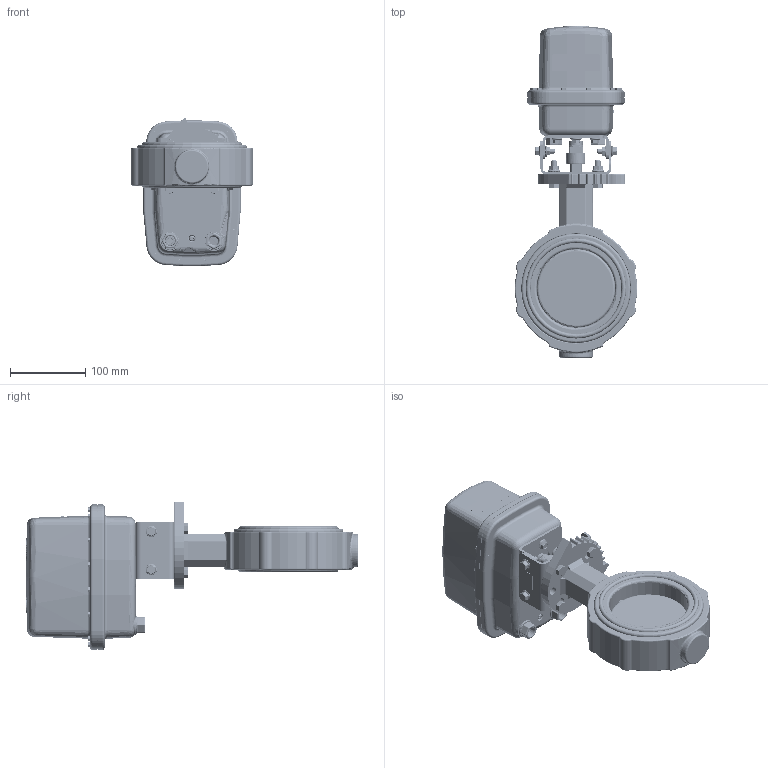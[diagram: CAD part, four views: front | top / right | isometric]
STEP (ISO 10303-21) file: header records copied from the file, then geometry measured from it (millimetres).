
FILE_DESCRIPTION (( 'STEP AP203' ), '1' );
FILE_NAME ('59L35-10D50-DB1.STEP', '2020-08-26T20:33:32', ( '' ), ( '' ), 'SwSTEP 2.0', 'SolidWorks 2019', '' );
FILE_SCHEMA (( 'CONFIG_CONTROL_DESIGN' ));
Length unit declared in the file: inch
Products named in the file (30): 405-0002; 398-0487; 59L35; qx-221; 105-0001; 59LSTEM; 405-0001; 105-0002; 10D50-DB1; 100-0002; 405-0027.prt; 100-0003; 340-0010; EHPT-101; 500-0004; 402-0012; 100338; EHPT-59L; 100505; eh-502; 59L35-10D50-DB1; 59lseat; 208-0007; 101-0002; eh-157; 398-0043; 405-0027; 59LBODY; 499-0026.asm; 498-5000_PROMOTED
Assembly tree (58 placements, depth 5):
  59L35-10D50-DB1
    59L35
      EHPT-59L
        59LBODY
        59lseat
        59LSTEM
      105-0002
      EHPT-101  x4
      qx-221  x4
      208-0007
      500-0004
    10D50-DB1
      498-5000_PROMOTED
        405-0001
        405-0002
        105-0001
        eh-157
        100-0003  x4
        100-0002  x16
        eh-502
      340-0010
        100505
      398-0043
        402-0012
        405-0027
      398-0487
        499-0026.asm
          405-0027.prt
    100338  x3
    101-0002  x3
    eh-502
Bounding box: 163.36 x 442.6 x 197.53 mm (x, y, z)
Volume: 1624939.5 mm3; surface area: 541131.5 mm2
Topology: 41 solids, 66 shells, 5508 faces, 13776 edges, 8417 vertices
Faces by surface type: plane 1775, cylinder 1510, torus 1047, bspline 622, cone 420, sphere 134
Full cylindrical faces by diameter (mm): 2.667 x176, 2.794 x14, 3.175 x2, 4.089 x1, 4.318 x16, 4.445 x1, 4.953 x16, 4.978 x3, 5.08 x1, 5.334 x4, 6.35 x8, 7.112 x4, 7.137 x3, 7.366 x1, 8.001 x6, 8.23 x4, 8.331 x16, 8.89 x3, 10.16 x3, 11.049 x4, 11.1 x2, 11.43 x3, 12.7 x3, 13.081 x1, 14.224 x4, 14.91 x3, 15.875 x1, 19.05 x1, 19.812 x1, 20.066 x1
Entity records: 139265 total; most frequent: CARTESIAN_POINT 64873, ORIENTED_EDGE 14996, DIRECTION 14278, EDGE_CURVE 7526, AXIS2_PLACEMENT_3D 6058, VERTEX_POINT 4642, EDGE_LOOP 3653, FACE_OUTER_BOUND 3342
